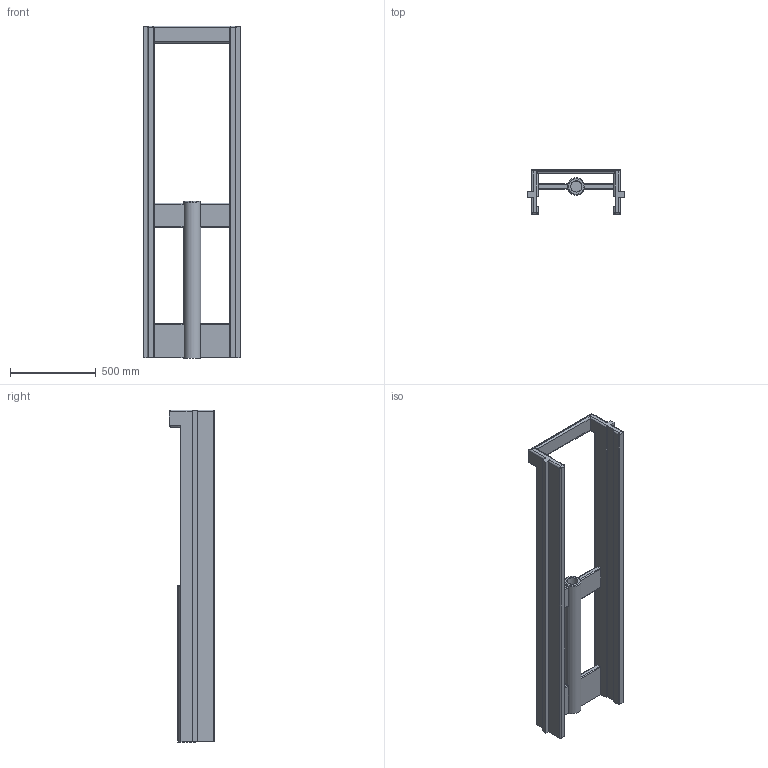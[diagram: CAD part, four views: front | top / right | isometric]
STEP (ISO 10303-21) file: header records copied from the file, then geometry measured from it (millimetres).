
FILE_DESCRIPTION(/* description */ (''),/* implementation_level */ '2;1');
FILE_NAME(/* name */ 'InnerMast.step',/* time_stamp */ '2025-05-27T21:09:39-04:00',/* author */ (''),/* organization */ (''),/* preprocessor_version */ 'ST-DEVELOPER v20.1',/* originating_system */ 'Autodesk Translation Framework v14.10.0.0',/* authorisation */ '');
FILE_SCHEMA (('AUTOMOTIVE_DESIGN { 1 0 10303 214 3 1 1 }'));
Length unit declared in the file: millimetre
Products named in the file (1): InnerMast
Bounding box: 560 x 262 x 1930.24 mm (x, y, z)
Volume: 39928699.9 mm3; surface area: 2927363.2 mm2
Topology: 1 solids, 1 shells, 92 faces, 252 edges, 157 vertices
Faces by surface type: plane 47, cylinder 40, bspline 4, torus 1
Full cylindrical faces by diameter (mm): 65 x1, 100 x1
Entity records: 3171 total; most frequent: CARTESIAN_POINT 806, ORIENTED_EDGE 496, DIRECTION 480, EDGE_CURVE 248, LINE 162, VECTOR 162, AXIS2_PLACEMENT_3D 159, VERTEX_POINT 157
